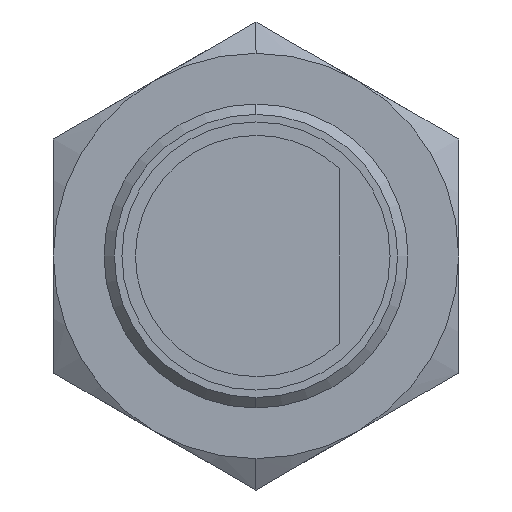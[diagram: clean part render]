
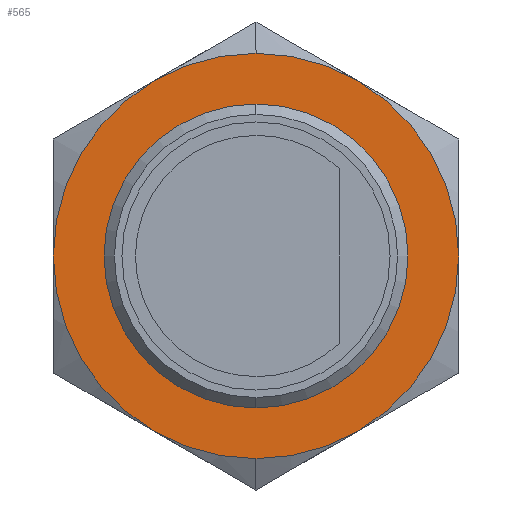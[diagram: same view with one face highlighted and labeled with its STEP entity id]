
A CAD part, left-side view. The second image highlights one B-rep face of the part: STEP entity #565.
In plain terms, the highlighted planar face has unit normal (-1, 0, 0).
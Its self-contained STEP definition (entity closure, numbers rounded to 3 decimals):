
#432=CARTESIAN_POINT('POINT28',(12.27,0.,
   -9.));
#433=VERTEX_POINT('VERTEX28',#432);
#441=CARTESIAN_POINT('POINT29',(12.27,0.,
   9.));
#442=VERTEX_POINT('VERTEX29',#441);
#449=CARTESIAN_POINT('POS39',(12.27,0.,0.));
#450=DIRECTION('DIR61',(1.,0.,0.));
#451=DIRECTION('DIR62',(0.,0.,-1.));
#452=AXIS2_PLACEMENT_3D('AXIS23',#449,#450,#451);
#453=CIRCLE('ELLIPSE11',#452,9.);
#454=EDGE_CURVE('EDGE42',#433,#442,#453,.T.);
#465=EDGE_CURVE('EDGE43',#442,#433,#453,.T.);
#517=ORIENTED_EDGE('COEDGE91',*,*,#465,.T.);
#518=ORIENTED_EDGE('COEDGE92',*,*,#454,.T.);
#519=EDGE_LOOP('NONE',(#517,#518));
#520=FACE_BOUND('LOOP1',#519,.T.);
#521=CARTESIAN_POINT('POINT32',(12.27,12.,
   0.));
#522=VERTEX_POINT('VERTEX32',#521);
#523=CARTESIAN_POINT('POINT33',(12.27,6.,
   -10.392));
#524=VERTEX_POINT('VERTEX33',#523);
#525=CARTESIAN_POINT('POS45',(12.27,0.,0.)
   );
#526=DIRECTION('DIR71',(-1.,0.,0.));
#527=DIRECTION('DIR72',(0.,0.,-1.));
#528=AXIS2_PLACEMENT_3D('AXIS27',#525,#526,#527);
#529=CIRCLE('ELLIPSE13',#528,12.);
#530=EDGE_CURVE('EDGE48',#522,#524,#529,.T.);
#531=ORIENTED_EDGE('COEDGE93',*,*,#530,.T.);
#532=CARTESIAN_POINT('POINT34',(12.27,0.,
   -12.));
#533=VERTEX_POINT('VERTEX34',#532);
#534=EDGE_CURVE('EDGE49',#524,#533,#529,.T.);
#535=ORIENTED_EDGE('COEDGE94',*,*,#534,.T.);
#536=CARTESIAN_POINT('POINT35',(12.27,-6.,
   -10.392));
#537=VERTEX_POINT('VERTEX35',#536);
#538=EDGE_CURVE('EDGE50',#533,#537,#529,.T.);
#539=ORIENTED_EDGE('COEDGE95',*,*,#538,.T.);
#540=CARTESIAN_POINT('POINT36',(12.27,-12.,
   0.));
#541=VERTEX_POINT('VERTEX36',#540);
#542=EDGE_CURVE('EDGE51',#537,#541,#529,.T.);
#543=ORIENTED_EDGE('COEDGE96',*,*,#542,.T.);
#544=CARTESIAN_POINT('POINT37',(12.27,-6.,
   10.392));
#545=VERTEX_POINT('VERTEX37',#544);
#546=EDGE_CURVE('EDGE52',#541,#545,#529,.T.);
#547=ORIENTED_EDGE('COEDGE97',*,*,#546,.T.);
#548=CARTESIAN_POINT('POINT38',(12.27,0.,
   12.));
#549=VERTEX_POINT('VERTEX38',#548);
#550=EDGE_CURVE('EDGE53',#545,#549,#529,.T.);
#551=ORIENTED_EDGE('COEDGE98',*,*,#550,.T.);
#552=CARTESIAN_POINT('POINT39',(12.27,6.,
   10.392));
#553=VERTEX_POINT('VERTEX39',#552);
#554=EDGE_CURVE('EDGE54',#549,#553,#529,.T.);
#555=ORIENTED_EDGE('COEDGE99',*,*,#554,.T.);
#556=EDGE_CURVE('EDGE55',#553,#522,#529,.T.);
#557=ORIENTED_EDGE('COEDGE100',*,*,#556,.T.);
#558=EDGE_LOOP('NONE',(#531,#535,#539,#543,#547,#551,#555,#557));
#559=FACE_BOUND('LOOP1',#558,.T.);
#560=CARTESIAN_POINT('POS46',(12.27,0.,
   6.928));
#561=DIRECTION('DIR73',(-1.,0.,0.));
#562=DIRECTION('DIR74',(0.,1.,0.));
#563=AXIS2_PLACEMENT_3D('AXIS28',#560,#561,#562);
#564=PLANE('PLANE8',#563);
#565=ADVANCED_FACE('FACE23',(#520,#559),#564,.T.);
